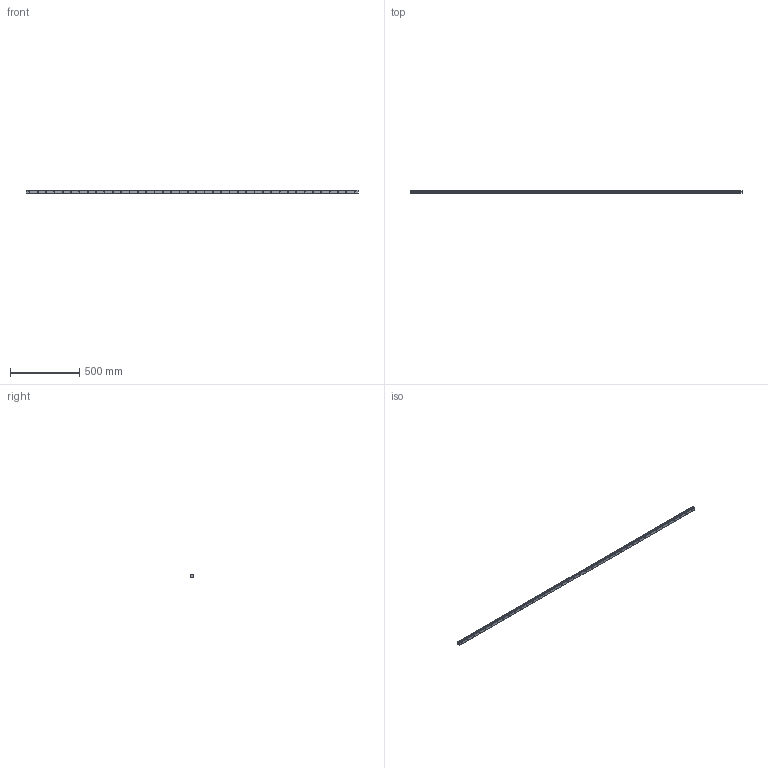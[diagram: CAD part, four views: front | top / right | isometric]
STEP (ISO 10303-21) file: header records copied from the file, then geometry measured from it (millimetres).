
FILE_DESCRIPTION (( 'STEP AP214' ), '1' );
FILE_NAME ('SHS25C1SS-2390L_G25_0_B-M6F_1149_0_0_0_1.STEP', '2021-06-18T14:04:21', ( '' ), ( '' ), 'SwSTEP 2.0', 'SolidWorks 2021', '' );
FILE_SCHEMA (( 'AUTOMOTIVE_DESIGN' ));
Length unit declared in the file: millimetre
Products named in the file (2): _SHS25C239025 Track; SHS25C1SS-2390L_G25_0_B-M6F_1149_0_0_0_1
Assembly tree (1 placements, depth 2):
  SHS25C1SS-2390L_G25_0_B-M6F_1149_0_0_0_1
    _SHS25C239025 Track
Bounding box: 2390 x 20 x 23 mm (x, y, z)
Volume: 926650.2 mm3; surface area: 227977.2 mm2
Topology: 1 solids, 1 shells, 242 faces, 600 edges, 400 vertices
Faces by surface type: cylinder 186, plane 56
Entity records: 7622 total; most frequent: DIRECTION 1464, CARTESIAN_POINT 1246, ORIENTED_EDGE 1200, AXIS2_PLACEMENT_3D 618, EDGE_CURVE 600, VERTEX_POINT 400, CIRCLE 372, EDGE_LOOP 362
